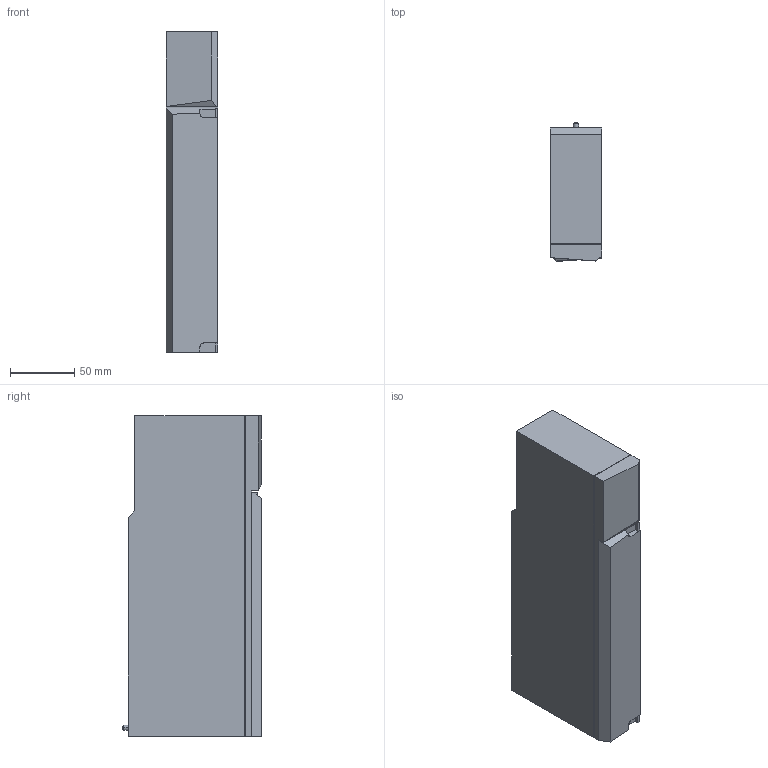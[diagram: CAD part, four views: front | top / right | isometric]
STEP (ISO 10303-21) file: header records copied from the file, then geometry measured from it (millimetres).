
FILE_DESCRIPTION(('starvars output'),'2;1');
FILE_NAME('140DDO36400C_3D.stp','17:19:55 2020/04/01',( 'Thomas Industrial Network Germany GmbH'),( 'Thomas Industrial Network Germany GmbH'),'unknown preprocess','ACIS' ,'unknown authorization');
FILE_SCHEMA(('CONFIG_CONTROL_DESIGN {UNKNOWN IMPLEMENTATION LEVEL}'));
Length unit declared in the file: millimetre
Products named in the file (1): PRODUCT_ID_77
Bounding box: 40.34 x 108.35 x 250 mm (x, y, z)
Volume: 1014898 mm3; surface area: 79708.1 mm2
Topology: 1 solids, 1 shells, 48 faces, 125 edges, 82 vertices
Faces by surface type: plane 42, cylinder 4, cone 2
Entity records: 1445 total; most frequent: ORIENTED_EDGE 250, CARTESIAN_POINT 236, DIRECTION 201, EDGE_CURVE 125, VECTOR 107, LINE 107, VERTEX_POINT 82, EDGE_LOOP 51
